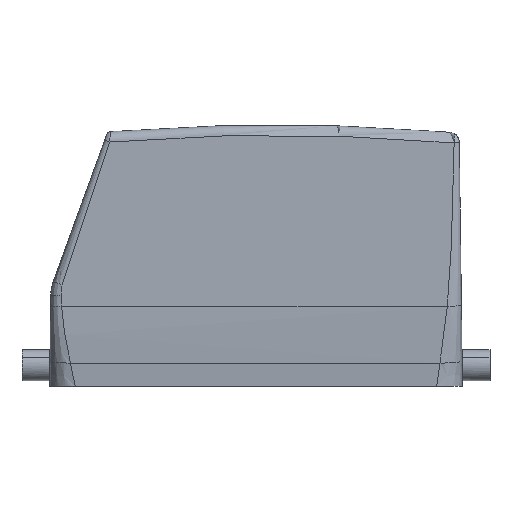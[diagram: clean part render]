
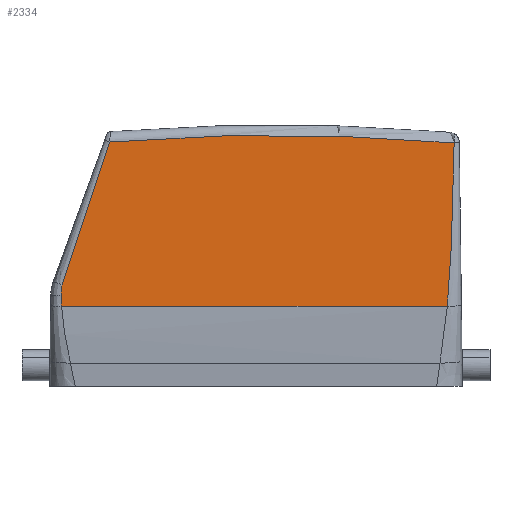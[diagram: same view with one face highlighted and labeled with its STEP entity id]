
A CAD part, left-side view. The second image highlights one B-rep face of the part: STEP entity #2334.
In plain terms, the highlighted planar face has unit normal (-1, 0, 0).
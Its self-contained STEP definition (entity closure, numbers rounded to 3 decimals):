
#2266=AXIS2_PLACEMENT_3D('Plane Axis2P3D',#2263,#2264,#2265) ;
#2270=AXIS2_PLACEMENT_3D('Circle Axis2P3D',#2268,#2269,$) ;
#879=CARTESIAN_POINT('Vertex',(0.,124.502,23.338)) ;
#956=CARTESIAN_POINT('Control Point',(0.,124.653,26.461)) ;
#957=CARTESIAN_POINT('Control Point',(0.,124.628,25.837)) ;
#958=CARTESIAN_POINT('Control Point',(0.,124.602,25.212)) ;
#959=CARTESIAN_POINT('Control Point',(0.,124.573,24.588)) ;
#960=CARTESIAN_POINT('Control Point',(0.,124.54,23.964)) ;
#961=CARTESIAN_POINT('Control Point',(0.,124.502,23.338)) ;
#962=CARTESIAN_POINT('Vertex',(0.,124.653,26.461)) ;
#1241=CARTESIAN_POINT('Control Point',(0.,124.299,29.489)) ;
#1242=CARTESIAN_POINT('Control Point',(0.,124.474,28.899)) ;
#1243=CARTESIAN_POINT('Control Point',(0.,124.6,28.291)) ;
#1244=CARTESIAN_POINT('Control Point',(0.,124.671,27.678)) ;
#1245=CARTESIAN_POINT('Control Point',(0.,124.689,27.066)) ;
#1246=CARTESIAN_POINT('Control Point',(0.,124.653,26.461)) ;
#1247=CARTESIAN_POINT('Vertex',(0.,124.299,29.489)) ;
#2242=CARTESIAN_POINT('Line Origine',(0.,67.368,23.338)) ;
#2246=CARTESIAN_POINT('Vertex',(0.,12.416,23.338)) ;
#2263=CARTESIAN_POINT('Axis2P3D Location',(0.,-93.926,-53.43)) ;
#2268=CARTESIAN_POINT('Axis2P3D Location',(0.,62.,-524.)) ;
#2272=CARTESIAN_POINT('Vertex',(0.,10.422,70.768)) ;
#2274=CARTESIAN_POINT('Vertex',(0.,110.578,71.02)) ;
#2278=CARTESIAN_POINT('Control Point',(0.,110.578,71.02)) ;
#2279=CARTESIAN_POINT('Control Point',(0.,110.614,70.917)) ;
#2280=CARTESIAN_POINT('Control Point',(0.,110.65,70.814)) ;
#2281=CARTESIAN_POINT('Control Point',(0.,110.685,70.711)) ;
#2282=CARTESIAN_POINT('Control Point',(0.,110.757,70.504)) ;
#2283=CARTESIAN_POINT('Control Point',(0.,110.829,70.297)) ;
#2284=CARTESIAN_POINT('Control Point',(0.,110.865,70.193)) ;
#2285=CARTESIAN_POINT('Control Point',(0.,111.402,68.642)) ;
#2286=CARTESIAN_POINT('Control Point',(0.,111.938,67.089)) ;
#2287=CARTESIAN_POINT('Control Point',(0.,112.436,65.639)) ;
#2288=CARTESIAN_POINT('Control Point',(0.,113.501,62.526)) ;
#2289=CARTESIAN_POINT('Control Point',(0.,114.557,59.407)) ;
#2290=CARTESIAN_POINT('Control Point',(0.,115.11,57.764)) ;
#2291=CARTESIAN_POINT('Control Point',(0.,117.179,51.582)) ;
#2292=CARTESIAN_POINT('Control Point',(0.,119.207,45.403)) ;
#2293=CARTESIAN_POINT('Control Point',(0.,120.671,40.894)) ;
#2294=CARTESIAN_POINT('Control Point',(0.,122.285,35.896)) ;
#2295=CARTESIAN_POINT('Control Point',(0.,123.861,30.891)) ;
#2296=CARTESIAN_POINT('Control Point',(0.,124.007,30.424)) ;
#2297=CARTESIAN_POINT('Control Point',(0.,124.153,29.957)) ;
#2298=CARTESIAN_POINT('Control Point',(0.,124.299,29.489)) ;
#2301=CARTESIAN_POINT('Control Point',(0.,10.422,70.768)) ;
#2302=CARTESIAN_POINT('Control Point',(0.,10.424,70.658)) ;
#2303=CARTESIAN_POINT('Control Point',(0.,10.426,70.546)) ;
#2304=CARTESIAN_POINT('Control Point',(0.,10.428,70.404)) ;
#2305=CARTESIAN_POINT('Control Point',(0.,10.432,70.143)) ;
#2306=CARTESIAN_POINT('Control Point',(0.,10.436,69.931)) ;
#2307=CARTESIAN_POINT('Control Point',(0.,10.438,69.823)) ;
#2308=CARTESIAN_POINT('Control Point',(0.,10.543,63.442)) ;
#2309=CARTESIAN_POINT('Control Point',(0.,10.674,57.066)) ;
#2310=CARTESIAN_POINT('Control Point',(0.,10.876,50.785)) ;
#2311=CARTESIAN_POINT('Control Point',(0.,11.08,44.104)) ;
#2312=CARTESIAN_POINT('Control Point',(0.,11.393,37.427)) ;
#2313=CARTESIAN_POINT('Control Point',(0.,11.416,36.956)) ;
#2314=CARTESIAN_POINT('Control Point',(0.,11.473,35.79)) ;
#2315=CARTESIAN_POINT('Control Point',(0.,11.535,34.629)) ;
#2316=CARTESIAN_POINT('Control Point',(0.,11.576,33.886)) ;
#2317=CARTESIAN_POINT('Control Point',(0.,11.641,32.781)) ;
#2318=CARTESIAN_POINT('Control Point',(0.,11.712,31.674)) ;
#2319=CARTESIAN_POINT('Control Point',(0.,11.736,31.315)) ;
#2320=CARTESIAN_POINT('Control Point',(0.,11.86,29.503)) ;
#2321=CARTESIAN_POINT('Control Point',(0.,12.001,27.691)) ;
#2322=CARTESIAN_POINT('Control Point',(0.,12.128,26.239)) ;
#2323=CARTESIAN_POINT('Control Point',(0.,12.266,24.788)) ;
#2324=CARTESIAN_POINT('Control Point',(0.,12.416,23.338)) ;
#2243=DIRECTION('Vector Direction',(0.,-1.,0.)) ;
#2264=DIRECTION('Axis2P3D Direction',(-1.,0.,0.)) ;
#2265=DIRECTION('Axis2P3D XDirection',(0.,-0.317,0.949)) ;
#2269=DIRECTION('Axis2P3D Direction',(-1.,0.,0.)) ;
#2244=VECTOR('Line Direction',#2243,1.) ;
#2327=ORIENTED_EDGE('',*,*,#2276,.T.) ;
#2328=ORIENTED_EDGE('',*,*,#2299,.F.) ;
#2329=ORIENTED_EDGE('',*,*,#1249,.F.) ;
#2330=ORIENTED_EDGE('',*,*,#964,.F.) ;
#2331=ORIENTED_EDGE('',*,*,#2248,.T.) ;
#2332=ORIENTED_EDGE('',*,*,#2325,.T.) ;
#2334=ADVANCED_FACE('Hood',(#2333),#2267,.T.) ;
#955=B_SPLINE_CURVE_WITH_KNOTS('',5,(#956,#957,#958,#959,#960,#961),.UNSPECIFIED.,.F.,.U.,(6,6),(86.846,89.97),.UNSPECIFIED.) ;
#1240=B_SPLINE_CURVE_WITH_KNOTS('',5,(#1241,#1242,#1243,#1244,#1245,#1246),.UNSPECIFIED.,.F.,.U.,(6,6),(264.261,267.93),.UNSPECIFIED.) ;
#2277=B_SPLINE_CURVE_WITH_KNOTS('',5,(#2278,#2279,#2280,#2281,#2282,#2283,#2284,#2285,#2286,#2287,#2288,#2289,#2290,#2291,#2292,#2293,#2294,#2295,#2296,#2297,#2298),.UNSPECIFIED.,.F.,.U.,(6,3,3,3,3,3,6),(0.,0.774,1.548,12.38,24.795,58.432,61.892),.UNSPECIFIED.) ;
#2300=B_SPLINE_CURVE_WITH_KNOTS('',5,(#2301,#2302,#2303,#2304,#2305,#2306,#2307,#2308,#2309,#2310,#2311,#2312,#2313,#2314,#2315,#2316,#2317,#2318,#2319,#2320,#2321,#2322,#2323,#2324),.UNSPECIFIED.,.F.,.U.,(6,3,3,3,3,3,3,6),(0.,0.775,1.551,45.929,48.897,54.196,56.746,67.059),.UNSPECIFIED.) ;
#2271=CIRCLE('generated circle',#2270,597.) ;
#964=EDGE_CURVE('',#880,#963,#955,.F.) ;
#1249=EDGE_CURVE('',#963,#1248,#1240,.F.) ;
#2248=EDGE_CURVE('',#880,#2247,#2245,.T.) ;
#2276=EDGE_CURVE('',#2273,#2275,#2271,.T.) ;
#2299=EDGE_CURVE('',#1248,#2275,#2277,.F.) ;
#2325=EDGE_CURVE('',#2247,#2273,#2300,.F.) ;
#2326=EDGE_LOOP('',(#2327,#2328,#2329,#2330,#2331,#2332)) ;
#2333=FACE_OUTER_BOUND('',#2326,.T.) ;
#2245=LINE('Line',#2242,#2244) ;
#2267=PLANE('',#2266) ;
#880=VERTEX_POINT('',#879) ;
#963=VERTEX_POINT('',#962) ;
#1248=VERTEX_POINT('',#1247) ;
#2247=VERTEX_POINT('',#2246) ;
#2273=VERTEX_POINT('',#2272) ;
#2275=VERTEX_POINT('',#2274) ;
